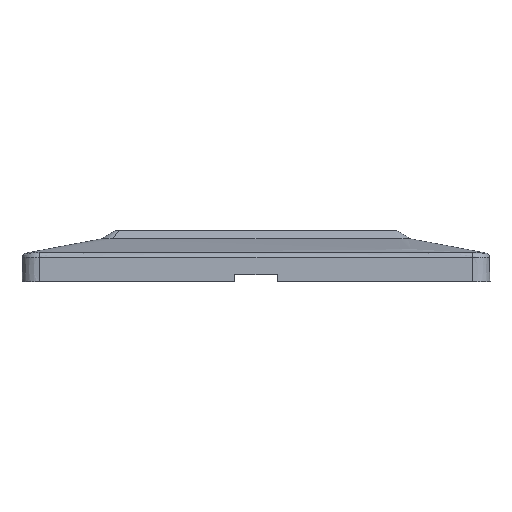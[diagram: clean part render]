
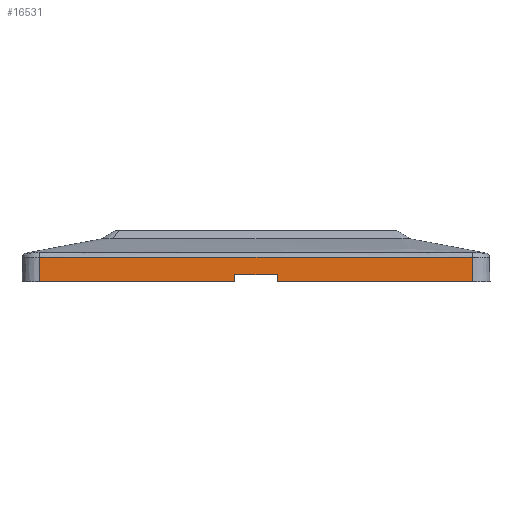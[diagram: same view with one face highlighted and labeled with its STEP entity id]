
A CAD part, left-side view. The second image highlights one B-rep face of the part: STEP entity #16531.
In plain terms, the highlighted planar face has unit normal (-1, 0, 0.022).
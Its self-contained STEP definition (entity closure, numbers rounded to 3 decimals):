
#1698 = EDGE_CURVE ( 'NONE', #39093, #6242, #47822, .T. ) ;
#2219 = CARTESIAN_POINT ( 'NONE',  ( -40., 37., 0. ) ) ;
#2335 = ORIENTED_EDGE ( 'NONE', *, *, #60732, .T. ) ;
#2487 = CARTESIAN_POINT ( 'NONE',  ( -40., 37., 0. ) ) ;
#3336 = VERTEX_POINT ( 'NONE', #32858 ) ;
#4528 = CARTESIAN_POINT ( 'NONE',  ( -39.907, 30.834, 4.267 ) ) ;
#5154 = CARTESIAN_POINT ( 'NONE',  ( -39.908, 37., 4.218 ) ) ;
#5315 = VERTEX_POINT ( 'NONE', #42084 ) ;
#5373 = CARTESIAN_POINT ( 'NONE',  ( -39.907, -30.834, 4.267 ) ) ;
#6151 = VECTOR ( 'NONE', #46962, 1000. ) ;
#6242 = VERTEX_POINT ( 'NONE', #22782 ) ;
#7179 = CARTESIAN_POINT ( 'NONE',  ( -40., -37., 0. ) ) ;
#8586 = AXIS2_PLACEMENT_3D ( 'NONE', #2219, #31087, #41585 ) ;
#9381 = ORIENTED_EDGE ( 'NONE', *, *, #19445, .F. ) ;
#9432 = ORIENTED_EDGE ( 'NONE', *, *, #36019, .T. ) ;
#9916 = CARTESIAN_POINT ( 'NONE',  ( -39.908, 0., 4.229 ) ) ;
#12283 = ORIENTED_EDGE ( 'NONE', *, *, #1698, .T. ) ;
#12331 = CARTESIAN_POINT ( 'NONE',  ( -40., 3.6, 0. ) ) ;
#13187 = VECTOR ( 'NONE', #26876, 1000. ) ;
#14148 = EDGE_CURVE ( 'NONE', #39093, #57464, #48152, .T. ) ;
#14488 = CARTESIAN_POINT ( 'NONE',  ( -40., 37., 0. ) ) ;
#14860 = CARTESIAN_POINT ( 'NONE',  ( -39.908, -12.334, 4.206 ) ) ;
#15276 = CARTESIAN_POINT ( 'NONE',  ( -39.907, -35.459, 4.246 ) ) ;
#16531 = ADVANCED_FACE ( 'NONE', ( #47286 ), #50858, .T. ) ;
#19141 = CARTESIAN_POINT ( 'NONE',  ( -39.908, 12.333, 4.206 ) ) ;
#19445 = EDGE_CURVE ( 'NONE', #55247, #5315, #59514, .T. ) ;
#20000 = CARTESIAN_POINT ( 'NONE',  ( -39.907, 36.229, 4.241 ) ) ;
#21207 = LINE ( 'NONE', #26869, #48114 ) ;
#21720 = CARTESIAN_POINT ( 'NONE',  ( -40., -3.6, 0. ) ) ;
#22782 = CARTESIAN_POINT ( 'NONE',  ( -40., -3.6, 0. ) ) ;
#24105 = CARTESIAN_POINT ( 'NONE',  ( -39.908, 21.583, 4.222 ) ) ;
#24316 = CARTESIAN_POINT ( 'NONE',  ( -39.908, -15.417, 4.202 ) ) ;
#24531 = CARTESIAN_POINT ( 'NONE',  ( -39.907, 33.917, 4.257 ) ) ;
#24949 = CARTESIAN_POINT ( 'NONE',  ( -39.907, -36.229, 4.241 ) ) ;
#26869 = CARTESIAN_POINT ( 'NONE',  ( -40., 37., 0. ) ) ;
#26876 = DIRECTION ( 'NONE',  ( -0.022, 0., -1. ) ) ;
#27674 = VERTEX_POINT ( 'NONE', #48839 ) ;
#29281 = CARTESIAN_POINT ( 'NONE',  ( -39.907, 35.458, 4.246 ) ) ;
#29706 = CARTESIAN_POINT ( 'NONE',  ( -39.908, 6.167, 4.219 ) ) ;
#29927 = CARTESIAN_POINT ( 'NONE',  ( -39.907, -33.917, 4.257 ) ) ;
#31087 = DIRECTION ( 'NONE',  ( -1., 0., 0.022 ) ) ;
#32858 = CARTESIAN_POINT ( 'NONE',  ( -39.908, 37., 4.218 ) ) ;
#33520 = DIRECTION ( 'NONE',  ( 0., 1., 0. ) ) ;
#34854 = CARTESIAN_POINT ( 'NONE',  ( -39.907, -33.146, 4.262 ) ) ;
#36019 = EDGE_CURVE ( 'NONE', #55247, #3336, #47047, .T. ) ;
#36361 = DIRECTION ( 'NONE',  ( -0.022, 0., -1. ) ) ;
#38957 = CARTESIAN_POINT ( 'NONE',  ( -39.907, 33.146, 4.262 ) ) ;
#39093 = VERTEX_POINT ( 'NONE', #48386 ) ;
#39792 = CARTESIAN_POINT ( 'NONE',  ( -39.907, -24.667, 4.246 ) ) ;
#40230 = CARTESIAN_POINT ( 'NONE',  ( -39.974, 3.6, 1.2 ) ) ;
#40426 = VECTOR ( 'NONE', #33520, 1000. ) ;
#40954 = CARTESIAN_POINT ( 'NONE',  ( -39.908, -37., 4.218 ) ) ;
#41585 = DIRECTION ( 'NONE',  ( 0.022, 0., 1. ) ) ;
#42084 = CARTESIAN_POINT ( 'NONE',  ( -40., -37., 0. ) ) ;
#42209 = DIRECTION ( 'NONE',  ( -0.022, 0., -1. ) ) ;
#44877 = ORIENTED_EDGE ( 'NONE', *, *, #48590, .T. ) ;
#46075 = EDGE_LOOP ( 'NONE', ( #9381, #9432, #2335, #44877, #55269, #49966, #12283, #51746 ) ) ;
#46962 = DIRECTION ( 'NONE',  ( 0.022, 0., 1. ) ) ;
#47047 = B_SPLINE_CURVE_WITH_KNOTS ( 'NONE', 3,
 ( #58755, #24949, #15276, #29927, #34854, #5373, #63499, #39792, #63711, #24316, #14860, #49275, #9916, #29706, #19141, #53590, #24105, #58540, #59180, #4528, #38957, #24531, #29281, #20000, #5154 ),
 .UNSPECIFIED., .F., .F.,
 ( 4, 2, 2, 2, 2, 2, 1, 2, 2, 2, 2, 2, 4 ),
 ( 0., 0.002, 0.005, 0.009, 0.019, 0.028, 0.037, 0.046, 0.056, 0.065, 0.069, 0.072, 0.074 ),
 .UNSPECIFIED. ) ;
#47286 = FACE_OUTER_BOUND ( 'NONE', #46075, .T. ) ;
#47822 = LINE ( 'NONE', #21720, #13187 ) ;
#48114 = VECTOR ( 'NONE', #36361, 1000. ) ;
#48152 = LINE ( 'NONE', #63240, #40426 ) ;
#48257 = EDGE_CURVE ( 'NONE', #6242, #5315, #49240, .T. ) ;
#48386 = CARTESIAN_POINT ( 'NONE',  ( -39.974, -3.6, 1.2 ) ) ;
#48590 = EDGE_CURVE ( 'NONE', #62931, #27674, #54612, .T. ) ;
#48839 = CARTESIAN_POINT ( 'NONE',  ( -40., 3.6, 0. ) ) ;
#49046 = EDGE_CURVE ( 'NONE', #27674, #57464, #63152, .T. ) ;
#49240 = LINE ( 'NONE', #14488, #60805 ) ;
#49275 = CARTESIAN_POINT ( 'NONE',  ( -39.908, -6.167, 4.219 ) ) ;
#49966 = ORIENTED_EDGE ( 'NONE', *, *, #14148, .F. ) ;
#50858 = PLANE ( 'NONE',  #8586 ) ;
#51071 = CARTESIAN_POINT ( 'NONE',  ( -40., 37., 0. ) ) ;
#51746 = ORIENTED_EDGE ( 'NONE', *, *, #48257, .T. ) ;
#53590 = CARTESIAN_POINT ( 'NONE',  ( -39.908, 15.417, 4.202 ) ) ;
#54612 = LINE ( 'NONE', #51071, #56169 ) ;
#55247 = VERTEX_POINT ( 'NONE', #40954 ) ;
#55269 = ORIENTED_EDGE ( 'NONE', *, *, #49046, .T. ) ;
#56169 = VECTOR ( 'NONE', #60977, 1000. ) ;
#56431 = VECTOR ( 'NONE', #42209, 1000. ) ;
#57464 = VERTEX_POINT ( 'NONE', #40230 ) ;
#58380 = DIRECTION ( 'NONE',  ( 0., -1., 0. ) ) ;
#58540 = CARTESIAN_POINT ( 'NONE',  ( -39.907, 24.667, 4.246 ) ) ;
#58755 = CARTESIAN_POINT ( 'NONE',  ( -39.908, -37., 4.218 ) ) ;
#59180 = CARTESIAN_POINT ( 'NONE',  ( -39.907, 29.292, 4.263 ) ) ;
#59514 = LINE ( 'NONE', #7179, #56431 ) ;
#60732 = EDGE_CURVE ( 'NONE', #3336, #62931, #21207, .T. ) ;
#60805 = VECTOR ( 'NONE', #58380, 1000. ) ;
#60977 = DIRECTION ( 'NONE',  ( 0., -1., 0. ) ) ;
#62931 = VERTEX_POINT ( 'NONE', #2487 ) ;
#63152 = LINE ( 'NONE', #12331, #6151 ) ;
#63240 = CARTESIAN_POINT ( 'NONE',  ( -39.974, 37., 1.2 ) ) ;
#63499 = CARTESIAN_POINT ( 'NONE',  ( -39.907, -29.292, 4.263 ) ) ;
#63711 = CARTESIAN_POINT ( 'NONE',  ( -39.908, -21.584, 4.222 ) ) ;
